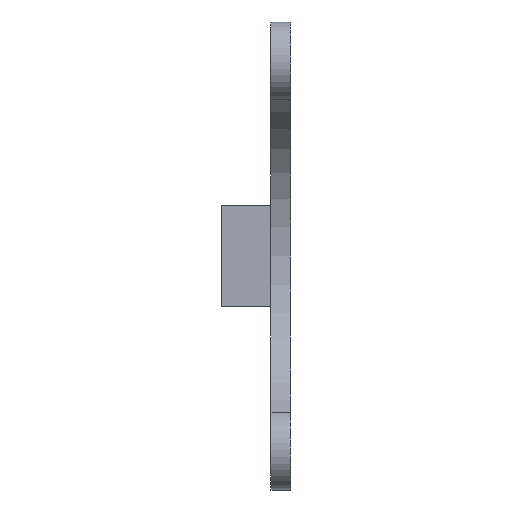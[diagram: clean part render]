
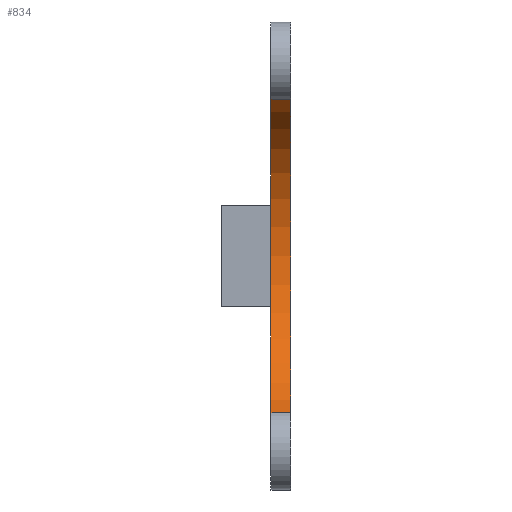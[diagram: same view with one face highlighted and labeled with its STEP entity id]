
A CAD part, left-side view. The second image highlights one B-rep face of the part: STEP entity #834.
In plain terms, the highlighted cylindrical face has radius 33.568 mm (diameter 67.137 mm), a partial arc.
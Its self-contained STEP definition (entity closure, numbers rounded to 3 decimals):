
#14 = ORIENTED_EDGE ( 'NONE', *, *, #1013, .F. ) ;
#74 = VERTEX_POINT ( 'NONE', #1025 ) ;
#87 = LINE ( 'NONE', #109, #239 ) ;
#109 = CARTESIAN_POINT ( 'NONE',  ( -41.716, 4., 31.406 ) ) ;
#147 = LINE ( 'NONE', #728, #957 ) ;
#169 = VERTEX_POINT ( 'NONE', #652 ) ;
#183 = DIRECTION ( 'NONE',  ( 0., 0., -1. ) ) ;
#222 = EDGE_LOOP ( 'NONE', ( #615, #403, #14, #278 ) ) ;
#232 = VERTEX_POINT ( 'NONE', #492 ) ;
#239 = VECTOR ( 'NONE', #344, 1000. ) ;
#278 = ORIENTED_EDGE ( 'NONE', *, *, #1084, .T. ) ;
#300 = AXIS2_PLACEMENT_3D ( 'NONE', #373, #892, #183 ) ;
#344 = DIRECTION ( 'NONE',  ( 0., -1., 0. ) ) ;
#373 = CARTESIAN_POINT ( 'NONE',  ( -53.568, 4., 0. ) ) ;
#385 = DIRECTION ( 'NONE',  ( 0., -1., 0. ) ) ;
#391 = EDGE_CURVE ( 'NONE', #914, #169, #745, .T. ) ;
#403 = ORIENTED_EDGE ( 'NONE', *, *, #654, .F. ) ;
#405 = AXIS2_PLACEMENT_3D ( 'NONE', #500, #754, #583 ) ;
#434 = AXIS2_PLACEMENT_3D ( 'NONE', #809, #385, #726 ) ;
#492 = CARTESIAN_POINT ( 'NONE',  ( -41.716, 4., -31.406 ) ) ;
#500 = CARTESIAN_POINT ( 'NONE',  ( -53.568, 0., 0. ) ) ;
#531 = FACE_OUTER_BOUND ( 'NONE', #222, .T. ) ;
#583 = DIRECTION ( 'NONE',  ( 0., 0., -1. ) ) ;
#615 = ORIENTED_EDGE ( 'NONE', *, *, #391, .T. ) ;
#639 = DIRECTION ( 'NONE',  ( 0., -1., 0. ) ) ;
#652 = CARTESIAN_POINT ( 'NONE',  ( -41.716, 0., 31.406 ) ) ;
#654 = EDGE_CURVE ( 'NONE', #74, #169, #87, .T. ) ;
#726 = DIRECTION ( 'NONE',  ( 0., 0., -1. ) ) ;
#728 = CARTESIAN_POINT ( 'NONE',  ( -41.716, 4., -31.406 ) ) ;
#745 = CIRCLE ( 'NONE', #405, 33.568 ) ;
#754 = DIRECTION ( 'NONE',  ( 0., -1., 0. ) ) ;
#792 = CYLINDRICAL_SURFACE ( 'NONE', #434, 33.568 ) ;
#798 = CIRCLE ( 'NONE', #300, 33.568 ) ;
#809 = CARTESIAN_POINT ( 'NONE',  ( -53.568, 4., 0. ) ) ;
#834 = ADVANCED_FACE ( 'NONE', ( #531 ), #792, .F. ) ;
#892 = DIRECTION ( 'NONE',  ( 0., -1., 0. ) ) ;
#914 = VERTEX_POINT ( 'NONE', #1039 ) ;
#957 = VECTOR ( 'NONE', #639, 1000. ) ;
#1013 = EDGE_CURVE ( 'NONE', #232, #74, #798, .T. ) ;
#1025 = CARTESIAN_POINT ( 'NONE',  ( -41.716, 4., 31.406 ) ) ;
#1039 = CARTESIAN_POINT ( 'NONE',  ( -41.716, 0., -31.406 ) ) ;
#1084 = EDGE_CURVE ( 'NONE', #232, #914, #147, .T. ) ;
